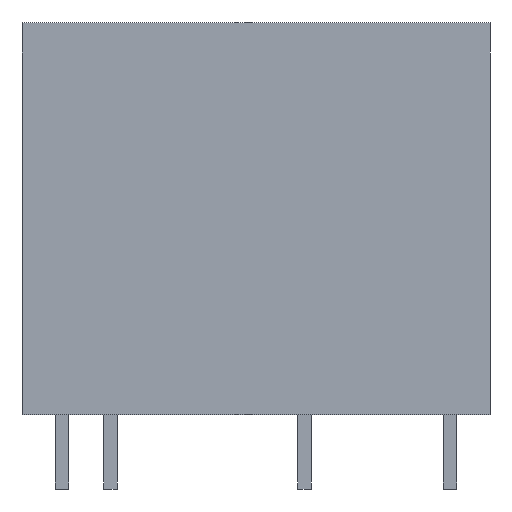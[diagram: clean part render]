
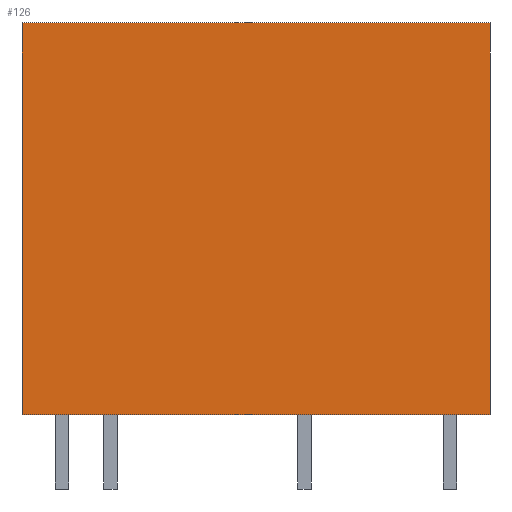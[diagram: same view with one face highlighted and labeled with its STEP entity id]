
A CAD part, front view. The second image highlights one B-rep face of the part: STEP entity #126.
In plain terms, the highlighted planar face has unit normal (0, -1, 0).
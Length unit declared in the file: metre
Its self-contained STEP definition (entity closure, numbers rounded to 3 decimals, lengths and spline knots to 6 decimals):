
#126 = ADVANCED_FACE( '', ( #245 ), #246, .F. );
#245 = FACE_OUTER_BOUND( '', #362, .T. );
#246 = PLANE( '', #363 );
#362 = EDGE_LOOP( '', ( #583, #584, #585, #586 ) );
#363 = AXIS2_PLACEMENT_3D( '', #587, #588, #589 );
#583 = ORIENTED_EDGE( '', *, *, #638, .T. );
#584 = ORIENTED_EDGE( '', *, *, #676, .F. );
#585 = ORIENTED_EDGE( '', *, *, #678, .F. );
#586 = ORIENTED_EDGE( '', *, *, #640, .T. );
#587 = CARTESIAN_POINT( '', ( -0.013812, -0.0014, 0.0205 ) );
#588 = DIRECTION( '', ( 0., 1., 0. ) );
#589 = DIRECTION( '', ( -1., 0., 0. ) );
#638 = EDGE_CURVE( '', #742, #746, #748, .T. );
#640 = EDGE_CURVE( '', #750, #742, #751, .T. );
#676 = EDGE_CURVE( '', #802, #746, #804, .T. );
#678 = EDGE_CURVE( '', #750, #802, #806, .T. );
#742 = VERTEX_POINT( '', #888 );
#746 = VERTEX_POINT( '', #894 );
#748 = LINE( '', #897, #898 );
#750 = VERTEX_POINT( '', #900 );
#751 = LINE( '', #901, #902 );
#802 = VERTEX_POINT( '', #978 );
#804 = LINE( '', #981, #982 );
#806 = LINE( '', #984, #985 );
#888 = CARTESIAN_POINT( '', ( -0.01225, -0.0014, 0. ) );
#894 = CARTESIAN_POINT( '', ( 0.01225, -0.0014, 0. ) );
#897 = CARTESIAN_POINT( '', ( -0.013812, -0.0014, 0. ) );
#898 = VECTOR( '', #1043, 1. );
#900 = CARTESIAN_POINT( '', ( -0.01225, -0.0014, 0.0205 ) );
#901 = CARTESIAN_POINT( '', ( -0.01225, -0.0014, 0.0205 ) );
#902 = VECTOR( '', #1044, 1. );
#978 = CARTESIAN_POINT( '', ( 0.01225, -0.0014, 0.0205 ) );
#981 = CARTESIAN_POINT( '', ( 0.01225, -0.0014, 0.0205 ) );
#982 = VECTOR( '', #1071, 1. );
#984 = CARTESIAN_POINT( '', ( -0.013812, -0.0014, 0.0205 ) );
#985 = VECTOR( '', #1072, 1. );
#1043 = DIRECTION( '', ( 1., 0., 0. ) );
#1044 = DIRECTION( '', ( 0., 0., -1. ) );
#1071 = DIRECTION( '', ( 0., 0., -1. ) );
#1072 = DIRECTION( '', ( 1., 0., 0. ) );
